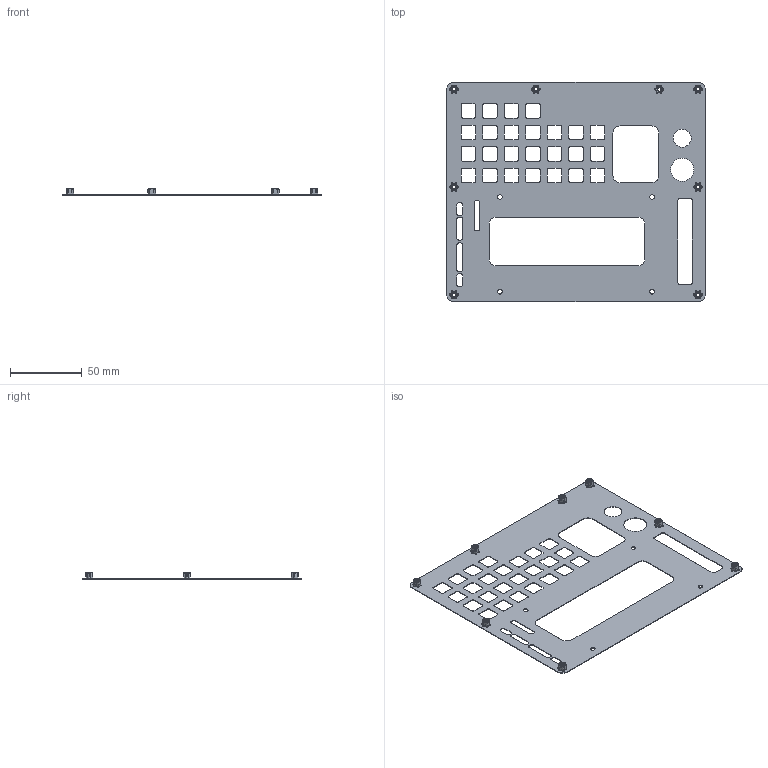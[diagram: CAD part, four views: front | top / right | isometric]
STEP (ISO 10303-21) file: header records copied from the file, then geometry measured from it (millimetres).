
FILE_DESCRIPTION(('Open CASCADE Model'),'2;1');
FILE_NAME('Open CASCADE Shape Model','2023-12-07T15:31:10',('Author'),( 'Open CASCADE'),'Open CASCADE STEP processor 7.5','Open CASCADE 7.5' ,'Unknown');
FILE_SCHEMA(('AUTOMOTIVE_DESIGN { 1 0 10303 214 1 1 1 1 }'));
Length unit declared in the file: millimetre
Products named in the file (12): PCB; Board; Open CASCADE STEP translator 7.5 1.1.1; SP8; M3x4; SP7; SP6; SP5; SP4; SP3; SP2; SP1
Assembly tree (18 placements, depth 3):
  PCB
    Board
      Open CASCADE STEP translator 7.5 1.1.1
    SP8
      M3x4
    SP7
      M3x4
    SP6
      M3x4
    SP5
      M3x4
    SP4
      M3x4
    SP3
      M3x4
    SP2
      M3x4
    SP1
      M3x4
Bounding box: 180 x 153 x 4.46 mm (x, y, z)
Volume: 8124.5 mm3; surface area: 39958.4 mm2
Topology: 9 solids, 9 shells, 2584 faces, 7050 edges, 4540 vertices
Faces by surface type: bspline 1160, plane 626, cylinder 510, sphere 128, torus 112, cone 48
Full cylindrical faces by diameter (mm): 1.016 x48, 3.174 x12, 12.5 x1, 16 x1
Entity records: 27900 total; most frequent: CARTESIAN_POINT 10089, ORIENTED_EDGE 3500, DIRECTION 2812, EDGE_CURVE 1750, VERTEX_POINT 1152, AXIS2_PLACEMENT_3D 957, LINE 898, VECTOR 898
